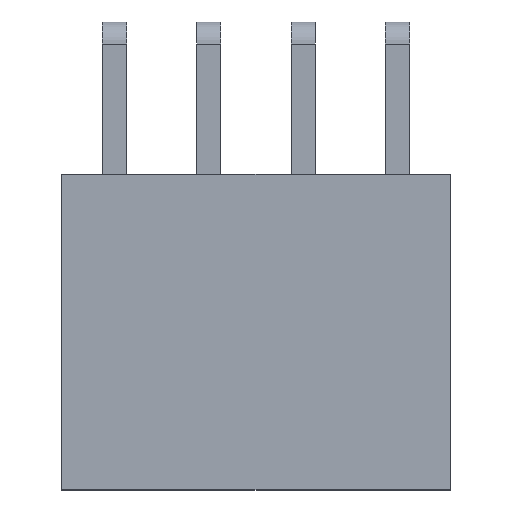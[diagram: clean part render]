
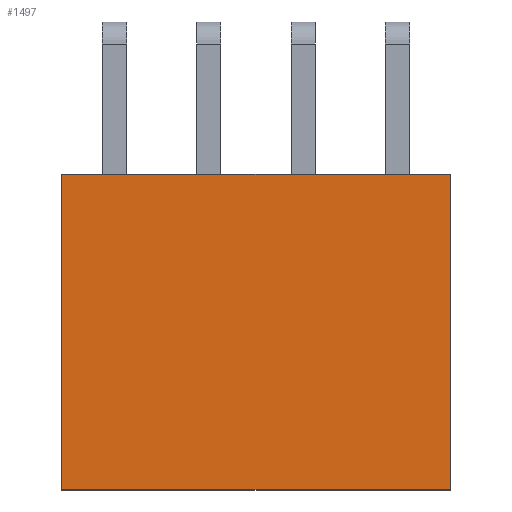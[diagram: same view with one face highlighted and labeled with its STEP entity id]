
A CAD part, top view. The second image highlights one B-rep face of the part: STEP entity #1497.
In plain terms, the highlighted planar face has unit normal (0, 0, 1).
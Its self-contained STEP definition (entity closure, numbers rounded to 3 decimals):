
#1497=ADVANCED_FACE('',(#4973),#4975,.T.);
#4973=FACE_BOUND('',#4974,.T.);
#4974=EDGE_LOOP('',(#7742,#7743,#7744,#7745));
#4975=PLANE('',#4976);
#4976=AXIS2_PLACEMENT_3D('',#4977,#4978,#4979);
#4977=CARTESIAN_POINT('',(9.04,-9.86,5.));
#4978=DIRECTION('',(0.,-0.,1.));
#4979=DIRECTION('',(0.,1.,0.));
#7742=ORIENTED_EDGE('',*,*,#9630,.T.);
#7743=ORIENTED_EDGE('',*,*,#9659,.T.);
#7744=ORIENTED_EDGE('',*,*,#9638,.F.);
#7745=ORIENTED_EDGE('',*,*,#9685,.F.);
#9630=EDGE_CURVE('',#11097,#11095,#11098,.T.);
#9638=EDGE_CURVE('',#11109,#11111,#11112,.T.);
#9659=EDGE_CURVE('',#11095,#11111,#11147,.T.);
#9685=EDGE_CURVE('',#11097,#11109,#11177,.T.);
#11095=VERTEX_POINT('',#13877);
#11097=VERTEX_POINT('',#13881);
#11098=LINE('',#13882,#13883);
#11109=VERTEX_POINT('',#13907);
#11111=VERTEX_POINT('',#13911);
#11112=LINE('',#13912,#13913);
#11147=LINE('',#13989,#13990);
#11177=LINE('',#14071,#14072);
#13877=CARTESIAN_POINT('',(9.04,-1.36,5.));
#13881=CARTESIAN_POINT('',(9.04,-9.86,5.));
#13882=CARTESIAN_POINT('',(9.04,-9.86,5.));
#13883=VECTOR('',#13884,1.);
#13884=DIRECTION('',(0.,1.,0.));
#13907=CARTESIAN_POINT('',(-1.42,-9.86,5.));
#13911=CARTESIAN_POINT('',(-1.42,-1.36,5.));
#13912=CARTESIAN_POINT('',(-1.42,-9.86,5.));
#13913=VECTOR('',#13914,1.);
#13914=DIRECTION('',(0.,1.,0.));
#13989=CARTESIAN_POINT('',(9.04,-1.36,5.));
#13990=VECTOR('',#13991,1.);
#13991=DIRECTION('',(-1.,0.,0.));
#14071=CARTESIAN_POINT('',(9.04,-9.86,5.));
#14072=VECTOR('',#14073,1.);
#14073=DIRECTION('',(-1.,0.,0.));
